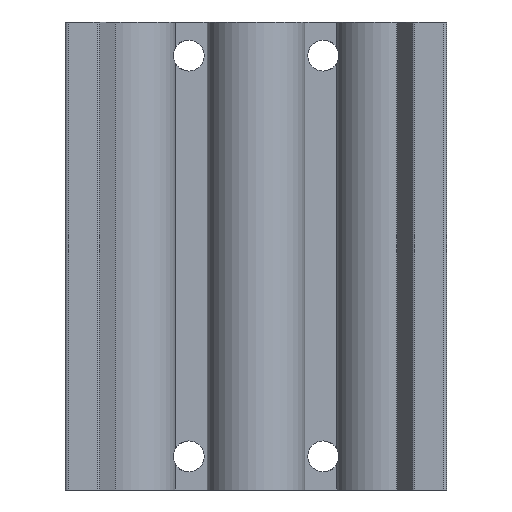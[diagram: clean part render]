
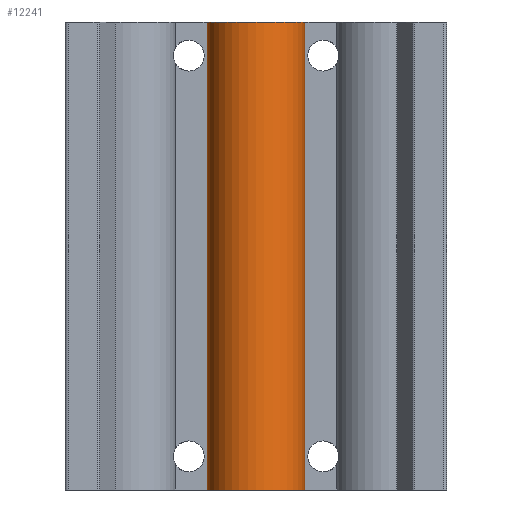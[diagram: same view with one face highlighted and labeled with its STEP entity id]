
A CAD part, front view. The second image highlights one B-rep face of the part: STEP entity #12241.
In plain terms, the highlighted cylindrical face has radius 8.725 mm (diameter 17.45 mm), a partial arc.
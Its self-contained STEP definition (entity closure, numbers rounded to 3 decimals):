
#108 = CARTESIAN_POINT ( 'NONE',  ( -8.725, -2.5, 0. ) ) ;
#391 = CARTESIAN_POINT ( 'NONE',  ( 8.725, -2.5, 0. ) ) ;
#553 = CARTESIAN_POINT ( 'NONE',  ( -8.725, -2.5, 83.5 ) ) ;
#608 = CARTESIAN_POINT ( 'NONE',  ( 8.725, -2.5, 83.5 ) ) ;
#728 = CIRCLE ( 'NONE', #17828, 8.725 ) ;
#765 = CIRCLE ( 'NONE', #17839, 8.725 ) ;
#1165 = CYLINDRICAL_SURFACE ( 'NONE', #3405, 8.725 ) ;
#1166 = FACE_OUTER_BOUND ( 'NONE', #11156, .T. ) ;
#1710 = EDGE_CURVE ( 'NONE', #15287, #15722, #10793, .T. ) ;
#1711 = EDGE_CURVE ( 'NONE', #14073, #15449, #10791, .T. ) ;
#3405 = AXIS2_PLACEMENT_3D ( 'NONE', #17082, #17081, #17080 ) ;
#6799 = DIRECTION ( 'NONE',  ( 1., 0., 0. ) ) ;
#6800 = DIRECTION ( 'NONE',  ( 0., 0., 1. ) ) ;
#6801 = CARTESIAN_POINT ( 'NONE',  ( 0., -2.5, 0. ) ) ;
#7981 = DIRECTION ( 'NONE',  ( 1., 0., 0. ) ) ;
#7983 = DIRECTION ( 'NONE',  ( 0., 0., 1. ) ) ;
#7984 = CARTESIAN_POINT ( 'NONE',  ( 0., -2.5, 83.5 ) ) ;
#10790 = VECTOR ( 'NONE', #13264, 1000. ) ;
#10791 = LINE ( 'NONE', #13273, #10790 ) ;
#10792 = VECTOR ( 'NONE', #13284, 1000. ) ;
#10793 = LINE ( 'NONE', #13287, #10792 ) ;
#11156 = EDGE_LOOP ( 'NONE', ( #12914, #12915, #12916, #12918 ) ) ;
#12241 = ADVANCED_FACE ( 'NONE', ( #1166 ), #1165, .T. ) ;
#12914 = ORIENTED_EDGE ( 'NONE', *, *, #16632, .T. ) ;
#12915 = ORIENTED_EDGE ( 'NONE', *, *, #1711, .F. ) ;
#12916 = ORIENTED_EDGE ( 'NONE', *, *, #16559, .F. ) ;
#12918 = ORIENTED_EDGE ( 'NONE', *, *, #1710, .T. ) ;
#13264 = DIRECTION ( 'NONE',  ( 0., 0., -1. ) ) ;
#13273 = CARTESIAN_POINT ( 'NONE',  ( 8.725, -2.5, 83.5 ) ) ;
#13284 = DIRECTION ( 'NONE',  ( 0., 0., -1. ) ) ;
#13287 = CARTESIAN_POINT ( 'NONE',  ( -8.725, -2.5, 83.5 ) ) ;
#14073 = VERTEX_POINT ( 'NONE', #608 ) ;
#15287 = VERTEX_POINT ( 'NONE', #553 ) ;
#15449 = VERTEX_POINT ( 'NONE', #391 ) ;
#15722 = VERTEX_POINT ( 'NONE', #108 ) ;
#16559 = EDGE_CURVE ( 'NONE', #15287, #14073, #765, .T. ) ;
#16632 = EDGE_CURVE ( 'NONE', #15722, #15449, #728, .T. ) ;
#17080 = DIRECTION ( 'NONE',  ( -1., 0., 0. ) ) ;
#17081 = DIRECTION ( 'NONE',  ( 0., 0., -1. ) ) ;
#17082 = CARTESIAN_POINT ( 'NONE',  ( 0., -2.5, 83.5 ) ) ;
#17828 = AXIS2_PLACEMENT_3D ( 'NONE', #6801, #6800, #6799 ) ;
#17839 = AXIS2_PLACEMENT_3D ( 'NONE', #7984, #7983, #7981 ) ;
